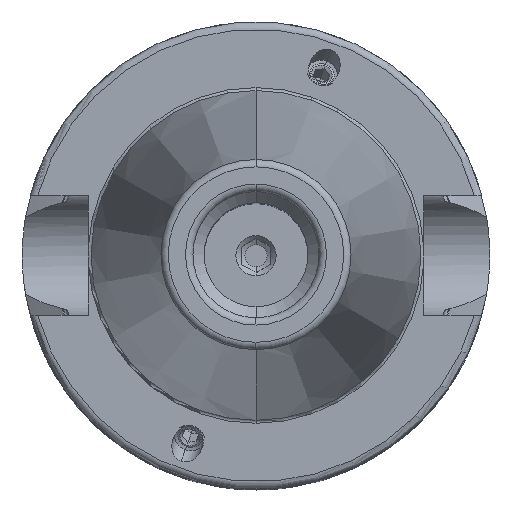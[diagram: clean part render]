
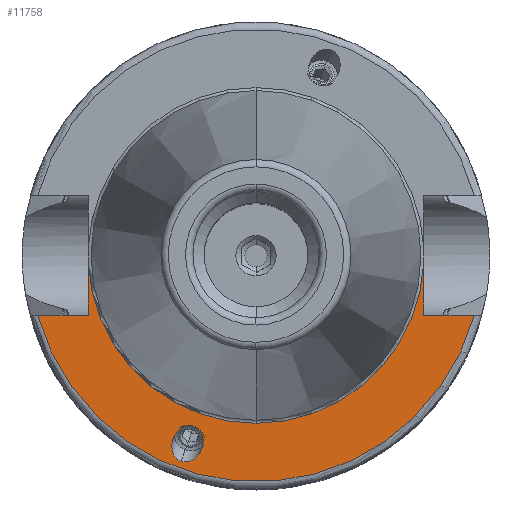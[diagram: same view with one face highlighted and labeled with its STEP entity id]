
A CAD part, top view. The second image highlights one B-rep face of the part: STEP entity #11758.
In plain terms, the highlighted planar face has unit normal (0, 0, 1).
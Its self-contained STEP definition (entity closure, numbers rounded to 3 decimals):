
#922=CARTESIAN_POINT('',(0,0,25));
#923=DIRECTION('',(0,0,-1));
#924=DIRECTION('',(0.999,-0.047,0));
#925=AXIS2_PLACEMENT_3D('',#922,#923,#924);
#3748=DIRECTION('',(1,0,0));
#3749=VECTOR('',#3748,6.818);
#3750=CARTESIAN_POINT('',(-29.418,-8.05,25));
#3751=LINE('',#3750,#3749);
#3752=DIRECTION('',(0,1,0));
#3753=VECTOR('',#3752,6.987);
#3754=CARTESIAN_POINT('',(-22.6,-8.05,25));
#3755=LINE('',#3754,#3753);
#3756=DIRECTION('',(0,-1,0));
#3757=VECTOR('',#3756,6.987);
#3758=CARTESIAN_POINT('',(22.6,-1.063,25));
#3759=LINE('',#3758,#3757);
#3760=DIRECTION('',(-1,0,0));
#3761=VECTOR('',#3760,6.818);
#3762=CARTESIAN_POINT('',(29.418,-8.05,25));
#3763=LINE('',#3762,#3761);
#3808=CARTESIAN_POINT('',(-8.379,-23.02,25));
#3809=CARTESIAN_POINT('',(-8.606,-22.937,25));
#3810=CARTESIAN_POINT('',(-9.133,-22.859,25));
#3811=CARTESIAN_POINT('',(-10.014,-23.149,25));
#3812=CARTESIAN_POINT('',(-10.635,-23.711,25));
#3813=CARTESIAN_POINT('',(-10.986,-24.253,25));
#3814=CARTESIAN_POINT('',(-11.171,-24.667,25));
#3815=CARTESIAN_POINT('',(-11.295,-25.103,25));
#3816=CARTESIAN_POINT('',(-11.375,-25.744,25));
#3817=CARTESIAN_POINT('',(-11.261,-26.573,25));
#3818=CARTESIAN_POINT('',(-10.771,-27.362,25));
#3819=CARTESIAN_POINT('',(-10.318,-27.641,25));
#3820=CARTESIAN_POINT('',(-10.09,-27.723,25));
#3822=CARTESIAN_POINT('',(-10.09,-27.723,25));
#3823=CARTESIAN_POINT('',(-9.863,-27.806,25));
#3824=CARTESIAN_POINT('',(-9.337,-27.884,25));
#3825=CARTESIAN_POINT('',(-8.455,-27.594,25));
#3826=CARTESIAN_POINT('',(-7.834,-27.033,25));
#3827=CARTESIAN_POINT('',(-7.483,-26.49,25));
#3828=CARTESIAN_POINT('',(-7.298,-26.077,25));
#3829=CARTESIAN_POINT('',(-7.174,-25.641,25));
#3830=CARTESIAN_POINT('',(-7.094,-25.,25));
#3831=CARTESIAN_POINT('',(-7.208,-24.17,25));
#3832=CARTESIAN_POINT('',(-7.698,-23.381,25));
#3833=CARTESIAN_POINT('',(-8.152,-23.103,25));
#3834=CARTESIAN_POINT('',(-8.379,-23.02,25));
#3857=CARTESIAN_POINT('',(0,0,25));
#3858=DIRECTION('',(0,0,1));
#3859=DIRECTION('',(-0.999,-0.047,0));
#3860=AXIS2_PLACEMENT_3D('',#3857,#3858,#3859);
#3879=CARTESIAN_POINT('',(0,0,25));
#3880=DIRECTION('',(0,0,1));
#3881=DIRECTION('',(-0.965,-0.264,0));
#3882=AXIS2_PLACEMENT_3D('',#3879,#3880,#3881);
#4758=CARTESIAN_POINT('',(-29.418,-8.05,25));
#4759=CARTESIAN_POINT('',(-22.6,-8.05,25));
#4760=VERTEX_POINT('',#4758);
#4761=VERTEX_POINT('',#4759);
#4762=CARTESIAN_POINT('',(-22.6,-1.063,25));
#4763=VERTEX_POINT('',#4762);
#4774=CARTESIAN_POINT('',(22.6,-1.063,25));
#4775=CARTESIAN_POINT('',(22.6,-8.05,25));
#4776=VERTEX_POINT('',#4774);
#4777=VERTEX_POINT('',#4775);
#4778=CARTESIAN_POINT('',(29.418,-8.05,25));
#4779=VERTEX_POINT('',#4778);
#4838=CARTESIAN_POINT('',(0,-22.625,25));
#4840=VERTEX_POINT('',#4838);
#4901=CARTESIAN_POINT('',(-8.379,-23.02,25));
#4903=VERTEX_POINT('',#4901);
#4909=CARTESIAN_POINT('',(-10.09,-27.723,25));
#4910=VERTEX_POINT('',#4909);
#11736=CARTESIAN_POINT('',(0,0,25));
#11737=DIRECTION('',(0,0,-1));
#11738=DIRECTION('',(0,-1,0));
#11739=AXIS2_PLACEMENT_3D('',#11736,#11737,#11738);
#11740=PLANE('',#11739);
#11741=ORIENTED_EDGE('',*,*,#11721,.T.);
#11742=ORIENTED_EDGE('',*,*,#11656,.T.);
#11744=ORIENTED_EDGE('',*,*,#11743,.T.);
#11745=ORIENTED_EDGE('',*,*,#6965,.F.);
#11746=ORIENTED_EDGE('',*,*,#6986,.T.);
#11747=ORIENTED_EDGE('',*,*,#7045,.F.);
#11749=ORIENTED_EDGE('',*,*,#11748,.F.);
#11750=EDGE_LOOP('',(#11741,#11742,#11744,#11745,#11746,#11747,#11749));
#11751=FACE_OUTER_BOUND('',#11750,.F.);
#11753=ORIENTED_EDGE('',*,*,#11752,.T.);
#11755=ORIENTED_EDGE('',*,*,#11754,.T.);
#11756=EDGE_LOOP('',(#11753,#11755));
#11757=FACE_BOUND('',#11756,.F.);
#11758=ADVANCED_FACE('',(#11751,#11757),#11740,.F.);
#926=CIRCLE('',#925,22.625);
#3821=B_SPLINE_CURVE_WITH_KNOTS('',3,(#3808,#3809,#3810,#3811,#3812,#3813,#3814,
#3815,#3816,#3817,#3818,#3819,#3820),.UNSPECIFIED.,.F.,.F.,(4,1,1,1,1,1,1,1,1,1,
4),(0,0.125,0.25,0.375,0.438,0.5,0.563,0.625,0.75,0.875,
1.0),.UNSPECIFIED.);
#3835=B_SPLINE_CURVE_WITH_KNOTS('',3,(#3822,#3823,#3824,#3825,#3826,#3827,#3828,
#3829,#3830,#3831,#3832,#3833,#3834),.UNSPECIFIED.,.F.,.F.,(4,1,1,1,1,1,1,1,1,1,
4),(0,0.125,0.25,0.375,0.438,0.5,0.563,0.625,0.75,0.875,
1.0),.UNSPECIFIED.);
#3861=CIRCLE('',#3860,22.625);
#3883=CIRCLE('',#3882,30.5);
#6965=EDGE_CURVE('',#4776,#4840,#926,.T.);
#6986=EDGE_CURVE('',#4776,#4777,#3759,.T.);
#7045=EDGE_CURVE('',#4779,#4777,#3763,.T.);
#11656=EDGE_CURVE('',#4761,#4763,#3755,.T.);
#11721=EDGE_CURVE('',#4760,#4761,#3751,.T.);
#11743=EDGE_CURVE('',#4763,#4840,#3861,.T.);
#11748=EDGE_CURVE('',#4760,#4779,#3883,.T.);
#11752=EDGE_CURVE('',#4903,#4910,#3821,.T.);
#11754=EDGE_CURVE('',#4910,#4903,#3835,.T.);
